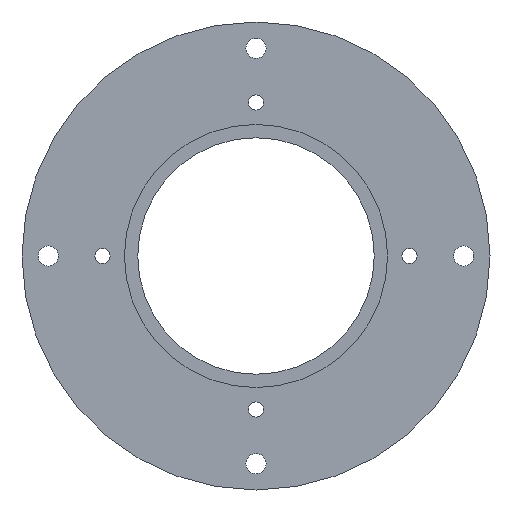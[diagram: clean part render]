
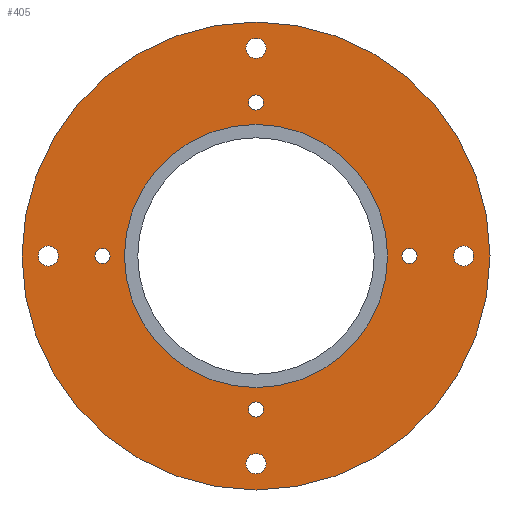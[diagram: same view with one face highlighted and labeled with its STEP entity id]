
A CAD part, front view. The second image highlights one B-rep face of the part: STEP entity #405.
In plain terms, the highlighted planar face has unit normal (0, -1, 0).
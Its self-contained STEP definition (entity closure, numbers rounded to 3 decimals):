
#25=FACE_BOUND('',#102,.T.);
#26=FACE_BOUND('',#103,.T.);
#27=FACE_BOUND('',#104,.T.);
#28=FACE_BOUND('',#105,.T.);
#29=FACE_BOUND('',#106,.T.);
#30=FACE_BOUND('',#107,.T.);
#31=FACE_BOUND('',#108,.T.);
#32=FACE_BOUND('',#109,.T.);
#33=FACE_BOUND('',#110,.T.);
#36=PLANE('',#475);
#69=FACE_OUTER_BOUND('',#101,.T.);
#101=EDGE_LOOP('',(#366));
#102=EDGE_LOOP('',(#367));
#103=EDGE_LOOP('',(#368));
#104=EDGE_LOOP('',(#369));
#105=EDGE_LOOP('',(#370));
#106=EDGE_LOOP('',(#371));
#107=EDGE_LOOP('',(#372));
#108=EDGE_LOOP('',(#373));
#109=EDGE_LOOP('',(#374));
#110=EDGE_LOOP('',(#375));
#151=CIRCLE('',#424,1.5);
#154=CIRCLE('',#429,1.5);
#157=CIRCLE('',#434,1.5);
#160=CIRCLE('',#439,1.5);
#177=CIRCLE('',#464,26.15);
#178=CIRCLE('',#466,2.);
#179=CIRCLE('',#468,2.);
#180=CIRCLE('',#470,2.);
#181=CIRCLE('',#472,2.);
#182=CIRCLE('',#474,46.5);
#185=VERTEX_POINT('',#617);
#188=VERTEX_POINT('',#627);
#191=VERTEX_POINT('',#637);
#194=VERTEX_POINT('',#647);
#211=VERTEX_POINT('',#695);
#212=VERTEX_POINT('',#699);
#213=VERTEX_POINT('',#703);
#214=VERTEX_POINT('',#707);
#215=VERTEX_POINT('',#711);
#216=VERTEX_POINT('',#715);
#221=EDGE_CURVE('',#185,#185,#151,.T.);
#226=EDGE_CURVE('',#188,#188,#154,.T.);
#231=EDGE_CURVE('',#191,#191,#157,.T.);
#236=EDGE_CURVE('',#194,#194,#160,.T.);
#259=EDGE_CURVE('',#211,#211,#177,.T.);
#261=EDGE_CURVE('',#212,#212,#178,.T.);
#263=EDGE_CURVE('',#213,#213,#179,.T.);
#265=EDGE_CURVE('',#214,#214,#180,.T.);
#267=EDGE_CURVE('',#215,#215,#181,.T.);
#269=EDGE_CURVE('',#216,#216,#182,.T.);
#366=ORIENTED_EDGE('',*,*,#269,.F.);
#367=ORIENTED_EDGE('',*,*,#221,.T.);
#368=ORIENTED_EDGE('',*,*,#226,.T.);
#369=ORIENTED_EDGE('',*,*,#231,.T.);
#370=ORIENTED_EDGE('',*,*,#236,.T.);
#371=ORIENTED_EDGE('',*,*,#267,.F.);
#372=ORIENTED_EDGE('',*,*,#265,.F.);
#373=ORIENTED_EDGE('',*,*,#263,.F.);
#374=ORIENTED_EDGE('',*,*,#261,.F.);
#375=ORIENTED_EDGE('',*,*,#259,.F.);
#405=ADVANCED_FACE('',(#69,#25,#26,#27,#28,#29,#30,#31,#32,#33),#36,.F.);
#424=AXIS2_PLACEMENT_3D('',#619,#488,#489);
#429=AXIS2_PLACEMENT_3D('',#629,#500,#501);
#434=AXIS2_PLACEMENT_3D('',#639,#512,#513);
#439=AXIS2_PLACEMENT_3D('',#649,#524,#525);
#464=AXIS2_PLACEMENT_3D('',#697,#580,#581);
#466=AXIS2_PLACEMENT_3D('',#701,#585,#586);
#468=AXIS2_PLACEMENT_3D('',#705,#590,#591);
#470=AXIS2_PLACEMENT_3D('',#709,#595,#596);
#472=AXIS2_PLACEMENT_3D('',#713,#600,#601);
#474=AXIS2_PLACEMENT_3D('',#717,#605,#606);
#475=AXIS2_PLACEMENT_3D('',#718,#607,#608);
#488=DIRECTION('center_axis',(0.,1.,0.));
#489=DIRECTION('ref_axis',(0.,0.,1.));
#500=DIRECTION('center_axis',(0.,1.,0.));
#501=DIRECTION('ref_axis',(0.,0.,1.));
#512=DIRECTION('center_axis',(0.,1.,0.));
#513=DIRECTION('ref_axis',(0.,0.,1.));
#524=DIRECTION('center_axis',(0.,1.,0.));
#525=DIRECTION('ref_axis',(0.,0.,1.));
#580=DIRECTION('center_axis',(0.,-1.,0.));
#581=DIRECTION('ref_axis',(1.,0.,0.));
#585=DIRECTION('center_axis',(0.,-1.,0.));
#586=DIRECTION('ref_axis',(1.,0.,0.));
#590=DIRECTION('center_axis',(0.,-1.,0.));
#591=DIRECTION('ref_axis',(1.,0.,0.));
#595=DIRECTION('center_axis',(0.,-1.,0.));
#596=DIRECTION('ref_axis',(1.,0.,0.));
#600=DIRECTION('center_axis',(0.,-1.,0.));
#601=DIRECTION('ref_axis',(1.,0.,0.));
#605=DIRECTION('center_axis',(0.,1.,0.));
#606=DIRECTION('ref_axis',(1.,0.,0.));
#607=DIRECTION('center_axis',(0.,1.,0.));
#608=DIRECTION('ref_axis',(1.,0.,0.));
#617=CARTESIAN_POINT('',(0.,0.,29.));
#619=CARTESIAN_POINT('Origin',(0.,0.,30.5));
#627=CARTESIAN_POINT('',(0.,0.,-32.));
#629=CARTESIAN_POINT('Origin',(0.,0.,-30.5));
#637=CARTESIAN_POINT('',(-30.5,0.,-1.5));
#639=CARTESIAN_POINT('Origin',(-30.5,0.,0.));
#647=CARTESIAN_POINT('',(30.5,0.,-1.5));
#649=CARTESIAN_POINT('Origin',(30.5,0.,0.));
#695=CARTESIAN_POINT('',(-26.15,0.,0.));
#697=CARTESIAN_POINT('Origin',(0.,0.,0.));
#699=CARTESIAN_POINT('',(-43.25,0.,0.));
#701=CARTESIAN_POINT('Origin',(-41.25,0.,0.));
#703=CARTESIAN_POINT('',(39.25,0.,0.));
#705=CARTESIAN_POINT('Origin',(41.25,0.,0.));
#707=CARTESIAN_POINT('',(-2.,0.,41.25));
#709=CARTESIAN_POINT('Origin',(0.,0.,41.25));
#711=CARTESIAN_POINT('',(-2.,0.,-41.25));
#713=CARTESIAN_POINT('Origin',(0.,0.,-41.25));
#715=CARTESIAN_POINT('',(-46.5,0.,0.));
#717=CARTESIAN_POINT('Origin',(0.,0.,0.));
#718=CARTESIAN_POINT('Origin',(0.,0.,0.));
